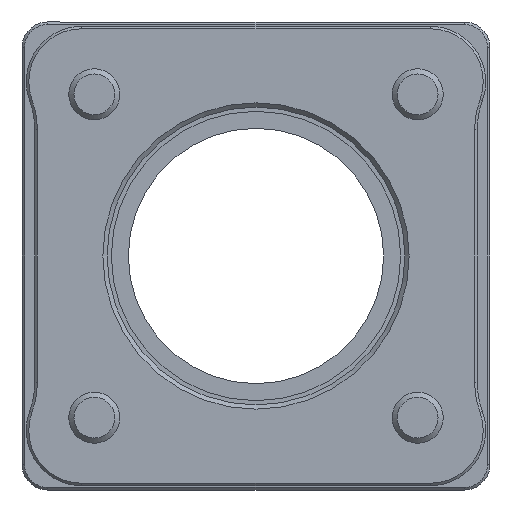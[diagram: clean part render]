
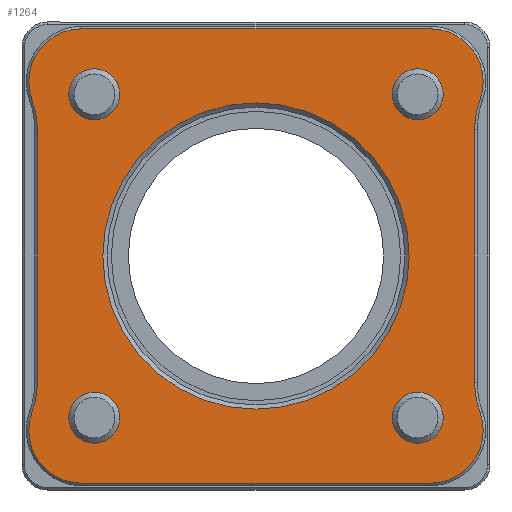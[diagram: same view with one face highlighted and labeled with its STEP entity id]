
A CAD part, front view. The second image highlights one B-rep face of the part: STEP entity #1264.
In plain terms, the highlighted planar face has unit normal (0, -1, 0).
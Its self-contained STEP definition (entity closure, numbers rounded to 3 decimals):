
#25=FACE_BOUND('',#330,.T.);
#26=FACE_BOUND('',#331,.T.);
#27=FACE_BOUND('',#332,.T.);
#28=FACE_BOUND('',#333,.T.);
#29=FACE_BOUND('',#334,.T.);
#118=CIRCLE('',#1378,6.2);
#120=CIRCLE('',#1381,10.4);
#122=CIRCLE('',#1385,10.4);
#124=CIRCLE('',#1388,6.2);
#126=CIRCLE('',#1392,6.2);
#128=CIRCLE('',#1395,10.4);
#130=CIRCLE('',#1399,10.4);
#132=CIRCLE('',#1402,6.2);
#133=CIRCLE('',#1410,18.);
#134=CIRCLE('',#1411,3.);
#135=CIRCLE('',#1412,3.);
#136=CIRCLE('',#1413,3.);
#137=CIRCLE('',#1414,3.);
#229=FACE_OUTER_BOUND('',#329,.T.);
#329=EDGE_LOOP('',(#1053,#1054,#1055,#1056,#1057,#1058,#1059,#1060,#1061,
#1062,#1063,#1064));
#330=EDGE_LOOP('',(#1065));
#331=EDGE_LOOP('',(#1066));
#332=EDGE_LOOP('',(#1067));
#333=EDGE_LOOP('',(#1068));
#334=EDGE_LOOP('',(#1069));
#447=LINE('',#2093,#531);
#452=LINE('',#2111,#536);
#457=LINE('',#2129,#541);
#462=LINE('',#2147,#546);
#531=VECTOR('',#1662,41.);
#536=VECTOR('',#1681,29.651);
#541=VECTOR('',#1700,41.);
#546=VECTOR('',#1719,29.651);
#625=VERTEX_POINT('',#2086);
#628=VERTEX_POINT('',#2091);
#629=VERTEX_POINT('',#2095);
#631=VERTEX_POINT('',#2101);
#633=VERTEX_POINT('',#2107);
#635=VERTEX_POINT('',#2113);
#637=VERTEX_POINT('',#2119);
#639=VERTEX_POINT('',#2125);
#641=VERTEX_POINT('',#2131);
#643=VERTEX_POINT('',#2137);
#645=VERTEX_POINT('',#2143);
#647=VERTEX_POINT('',#2149);
#649=VERTEX_POINT('',#2171);
#650=VERTEX_POINT('',#2173);
#651=VERTEX_POINT('',#2175);
#652=VERTEX_POINT('',#2177);
#653=VERTEX_POINT('',#2179);
#764=EDGE_CURVE('',#628,#625,#447,.T.);
#767=EDGE_CURVE('',#625,#629,#118,.T.);
#770=EDGE_CURVE('',#629,#631,#120,.T.);
#773=EDGE_CURVE('',#631,#633,#452,.T.);
#776=EDGE_CURVE('',#633,#635,#122,.T.);
#779=EDGE_CURVE('',#635,#637,#124,.T.);
#782=EDGE_CURVE('',#637,#639,#457,.T.);
#785=EDGE_CURVE('',#639,#641,#126,.T.);
#788=EDGE_CURVE('',#641,#643,#128,.T.);
#791=EDGE_CURVE('',#643,#645,#462,.T.);
#794=EDGE_CURVE('',#645,#647,#130,.T.);
#796=EDGE_CURVE('',#647,#628,#132,.T.);
#804=EDGE_CURVE('',#649,#649,#133,.T.);
#805=EDGE_CURVE('',#650,#650,#134,.T.);
#806=EDGE_CURVE('',#651,#651,#135,.T.);
#807=EDGE_CURVE('',#652,#652,#136,.T.);
#808=EDGE_CURVE('',#653,#653,#137,.T.);
#1053=ORIENTED_EDGE('',*,*,#764,.F.);
#1054=ORIENTED_EDGE('',*,*,#796,.F.);
#1055=ORIENTED_EDGE('',*,*,#794,.F.);
#1056=ORIENTED_EDGE('',*,*,#791,.F.);
#1057=ORIENTED_EDGE('',*,*,#788,.F.);
#1058=ORIENTED_EDGE('',*,*,#785,.F.);
#1059=ORIENTED_EDGE('',*,*,#782,.F.);
#1060=ORIENTED_EDGE('',*,*,#779,.F.);
#1061=ORIENTED_EDGE('',*,*,#776,.F.);
#1062=ORIENTED_EDGE('',*,*,#773,.F.);
#1063=ORIENTED_EDGE('',*,*,#770,.F.);
#1064=ORIENTED_EDGE('',*,*,#767,.F.);
#1065=ORIENTED_EDGE('',*,*,#804,.F.);
#1066=ORIENTED_EDGE('',*,*,#805,.T.);
#1067=ORIENTED_EDGE('',*,*,#806,.T.);
#1068=ORIENTED_EDGE('',*,*,#807,.T.);
#1069=ORIENTED_EDGE('',*,*,#808,.T.);
#1203=PLANE('',#1409);
#1264=ADVANCED_FACE('',(#229,#25,#26,#27,#28,#29),#1203,.F.);
#1378=AXIS2_PLACEMENT_3D('',#2099,#1668,#1669);
#1381=AXIS2_PLACEMENT_3D('',#2105,#1675,#1676);
#1385=AXIS2_PLACEMENT_3D('',#2117,#1687,#1688);
#1388=AXIS2_PLACEMENT_3D('',#2123,#1694,#1695);
#1392=AXIS2_PLACEMENT_3D('',#2135,#1706,#1707);
#1395=AXIS2_PLACEMENT_3D('',#2141,#1713,#1714);
#1399=AXIS2_PLACEMENT_3D('',#2153,#1725,#1726);
#1402=AXIS2_PLACEMENT_3D('',#2156,#1731,#1732);
#1409=AXIS2_PLACEMENT_3D('',#2170,#1752,#1753);
#1410=AXIS2_PLACEMENT_3D('',#2172,#1754,#1755);
#1411=AXIS2_PLACEMENT_3D('',#2174,#1756,#1757);
#1412=AXIS2_PLACEMENT_3D('',#2176,#1758,#1759);
#1413=AXIS2_PLACEMENT_3D('',#2178,#1760,#1761);
#1414=AXIS2_PLACEMENT_3D('',#2180,#1762,#1763);
#1662=DIRECTION('',(1.,0.,0.));
#1668=DIRECTION('center_axis',(0.,1.,0.));
#1669=DIRECTION('ref_axis',(0.,0.,1.));
#1675=DIRECTION('center_axis',(0.,-1.,0.));
#1676=DIRECTION('ref_axis',(-1.,0.,0.));
#1681=DIRECTION('',(0.,0.,-1.));
#1687=DIRECTION('center_axis',(0.,-1.,0.));
#1688=DIRECTION('ref_axis',(-0.94,0.,-0.342));
#1694=DIRECTION('center_axis',(0.,1.,0.));
#1695=DIRECTION('ref_axis',(0.94,0.,0.342));
#1700=DIRECTION('',(-1.,0.,0.));
#1706=DIRECTION('center_axis',(0.,1.,0.));
#1707=DIRECTION('ref_axis',(0.,0.,-1.));
#1713=DIRECTION('center_axis',(0.,-1.,0.));
#1714=DIRECTION('ref_axis',(1.,0.,0.));
#1719=DIRECTION('',(0.,0.,1.));
#1725=DIRECTION('center_axis',(0.,-1.,0.));
#1726=DIRECTION('ref_axis',(0.94,0.,0.342));
#1731=DIRECTION('center_axis',(0.,1.,0.));
#1732=DIRECTION('ref_axis',(-0.94,0.,-0.342));
#1752=DIRECTION('center_axis',(0.,1.,0.));
#1753=DIRECTION('ref_axis',(0.,0.,1.));
#1754=DIRECTION('center_axis',(0.,-1.,0.));
#1755=DIRECTION('ref_axis',(-1.,0.,0.));
#1756=DIRECTION('center_axis',(0.,1.,0.));
#1757=DIRECTION('ref_axis',(-1.,0.,0.));
#1758=DIRECTION('center_axis',(0.,1.,0.));
#1759=DIRECTION('ref_axis',(-1.,0.,0.));
#1760=DIRECTION('center_axis',(0.,1.,0.));
#1761=DIRECTION('ref_axis',(-1.,0.,0.));
#1762=DIRECTION('center_axis',(0.,1.,0.));
#1763=DIRECTION('ref_axis',(-1.,0.,0.));
#2086=CARTESIAN_POINT('',(20.5,0.,26.7));
#2091=CARTESIAN_POINT('',(-20.5,0.,26.7));
#2093=CARTESIAN_POINT('',(-10.25,0.,26.7));
#2095=CARTESIAN_POINT('',(26.327,0.,18.381));
#2099=CARTESIAN_POINT('Origin',(20.5,0.,20.5));
#2101=CARTESIAN_POINT('',(25.7,0.,14.825));
#2105=CARTESIAN_POINT('Origin',(36.1,0.,14.825));
#2107=CARTESIAN_POINT('',(25.7,0.,-14.825));
#2111=CARTESIAN_POINT('',(25.7,0.,7.413));
#2113=CARTESIAN_POINT('',(26.327,0.,-18.381));
#2117=CARTESIAN_POINT('Origin',(36.1,0.,-14.825));
#2119=CARTESIAN_POINT('',(20.5,0.,-26.7));
#2123=CARTESIAN_POINT('Origin',(20.5,0.,-20.5));
#2125=CARTESIAN_POINT('',(-20.5,0.,-26.7));
#2129=CARTESIAN_POINT('',(10.25,0.,-26.7));
#2131=CARTESIAN_POINT('',(-26.327,0.,-18.381));
#2135=CARTESIAN_POINT('Origin',(-20.5,0.,-20.5));
#2137=CARTESIAN_POINT('',(-25.7,0.,-14.825));
#2141=CARTESIAN_POINT('Origin',(-36.1,0.,-14.825));
#2143=CARTESIAN_POINT('',(-25.7,0.,14.825));
#2147=CARTESIAN_POINT('',(-25.7,0.,-7.413));
#2149=CARTESIAN_POINT('',(-26.327,0.,18.381));
#2153=CARTESIAN_POINT('Origin',(-36.1,0.,14.825));
#2156=CARTESIAN_POINT('Origin',(-20.5,0.,20.5));
#2170=CARTESIAN_POINT('Origin',(0.,0.,0.));
#2171=CARTESIAN_POINT('',(18.,0.,0.));
#2172=CARTESIAN_POINT('Origin',(0.,0.,0.));
#2173=CARTESIAN_POINT('',(-16.,0.,-19.));
#2174=CARTESIAN_POINT('Origin',(-19.,0.,-19.));
#2175=CARTESIAN_POINT('',(-16.,0.,19.));
#2176=CARTESIAN_POINT('Origin',(-19.,0.,19.));
#2177=CARTESIAN_POINT('',(22.,0.,19.));
#2178=CARTESIAN_POINT('Origin',(19.,0.,19.));
#2179=CARTESIAN_POINT('',(22.,0.,-19.));
#2180=CARTESIAN_POINT('Origin',(19.,0.,-19.));
